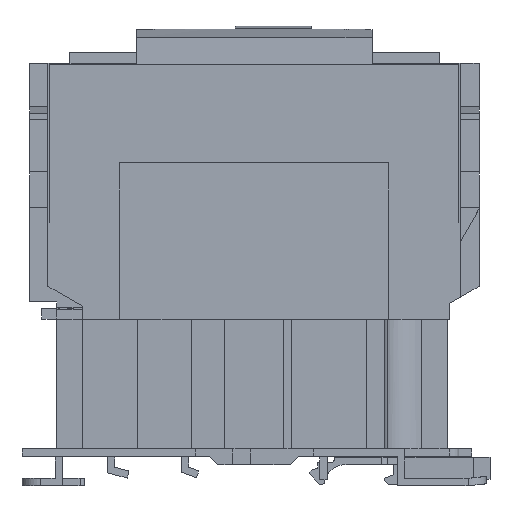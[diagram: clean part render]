
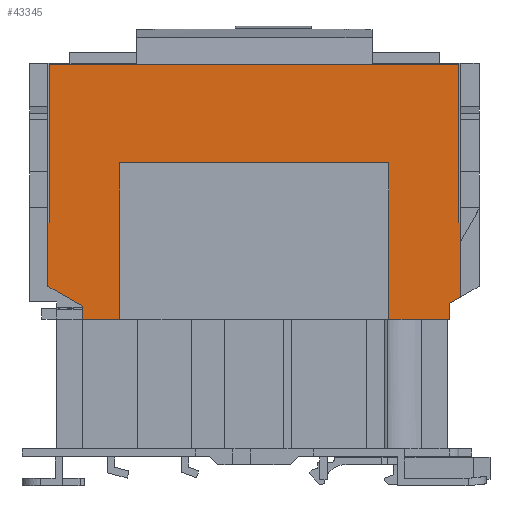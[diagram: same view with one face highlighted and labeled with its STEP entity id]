
A CAD part, left-side view. The second image highlights one B-rep face of the part: STEP entity #43345.
In plain terms, the highlighted planar face has unit normal (-1, 0, 0).
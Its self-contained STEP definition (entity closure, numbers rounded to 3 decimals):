
#5783=DIRECTION('',(0.,0.,1.));
#5784=VECTOR('',#5783,20.087);
#5785=CARTESIAN_POINT('',(0.,7.954,51.2));
#5786=LINE('',#5785,#5784);
#5790=DIRECTION('',(0.,-0.866,0.5));
#5791=VECTOR('',#5790,3.464);
#5792=CARTESIAN_POINT('',(0.,10.954,49.468));
#5793=LINE('',#5792,#5791);
#5797=DIRECTION('',(0.,0.,1.));
#5798=VECTOR('',#5797,4.381);
#5799=CARTESIAN_POINT('',(0.,10.954,45.086));
#5800=LINE('',#5799,#5798);
#5804=DIRECTION('',(0.,0.,1.));
#5805=VECTOR('',#5804,42.5);
#5806=CARTESIAN_POINT('',(0.,27.454,45.086));
#5807=LINE('',#5806,#5805);
#5811=DIRECTION('',(0.,1.,0.));
#5812=VECTOR('',#5811,73.);
#5813=CARTESIAN_POINT('',(0.,27.454,87.586));
#5814=LINE('',#5813,#5812);
#5818=DIRECTION('',(0.,0.,1.));
#5819=VECTOR('',#5818,42.5);
#5820=CARTESIAN_POINT('',(0.,100.454,45.086));
#5821=LINE('',#5820,#5819);
#5825=DIRECTION('',(0.,0.866,0.5));
#5826=VECTOR('',#5825,10.739);
#5827=CARTESIAN_POINT('',(0.,110.654,48.717));
#5828=LINE('',#5827,#5826);
#5832=DIRECTION('',(0.,0.,1.));
#5833=VECTOR('',#5832,17.2);
#5834=CARTESIAN_POINT('',(0.,119.954,54.086));
#5835=LINE('',#5834,#5833);
#5839=DIRECTION('',(0.,-1.,0.));
#5840=VECTOR('',#5839,0.5);
#5841=CARTESIAN_POINT('',(0.,119.954,71.286));
#5842=LINE('',#5841,#5840);
#5846=DIRECTION('',(0.,0.,-1.));
#5847=VECTOR('',#5846,43.057);
#5848=CARTESIAN_POINT('',(0.,119.454,114.343));
#5849=LINE('',#5848,#5847);
#5853=DIRECTION('',(0.,-1.,0.));
#5854=VECTOR('',#5853,111.);
#5855=CARTESIAN_POINT('',(0.,119.454,114.343));
#5856=LINE('',#5855,#5854);
#5860=DIRECTION('',(0.,0.,-1.));
#5861=VECTOR('',#5860,43.057);
#5862=CARTESIAN_POINT('',(0.,8.454,114.343));
#5863=LINE('',#5862,#5861);
#11693=DIRECTION('',(0.,-1.,0.));
#11694=VECTOR('',#11693,10.2);
#11695=CARTESIAN_POINT('',(0.,110.654,45.086));
#11696=LINE('',#11695,#11694);
#11835=DIRECTION('',(0.,-1.,0.));
#11836=VECTOR('',#11835,16.5);
#11837=CARTESIAN_POINT('',(0.,27.454,45.086));
#11838=LINE('',#11837,#11836);
#17912=DIRECTION('',(0.,1.,0.));
#17913=VECTOR('',#17912,0.5);
#17914=CARTESIAN_POINT('',(0.,7.954,71.286));
#17915=LINE('',#17914,#17913);
#19588=DIRECTION('',(0.,0.,-1.));
#19589=VECTOR('',#19588,3.631);
#19590=CARTESIAN_POINT('',(0.,110.654,48.717));
#19591=LINE('',#19590,#19589);
#33259=CARTESIAN_POINT('',(0.,119.454,114.343));
#33260=CARTESIAN_POINT('',(0.,119.454,71.286));
#33261=VERTEX_POINT('',#33259);
#33262=VERTEX_POINT('',#33260);
#34591=CARTESIAN_POINT('',(0.,8.454,71.286));
#34593=VERTEX_POINT('',#34591);
#35553=CARTESIAN_POINT('',(0.,8.454,114.343));
#35554=VERTEX_POINT('',#35553);
#36112=CARTESIAN_POINT('',(0.,10.954,45.086));
#36113=CARTESIAN_POINT('',(0.,10.954,49.468));
#36114=VERTEX_POINT('',#36112);
#36115=VERTEX_POINT('',#36113);
#36732=CARTESIAN_POINT('',(0.,110.654,48.717));
#36733=CARTESIAN_POINT('',(0.,119.954,54.086));
#36734=VERTEX_POINT('',#36732);
#36735=VERTEX_POINT('',#36733);
#36736=CARTESIAN_POINT('',(0.,119.954,71.286));
#36737=VERTEX_POINT('',#36736);
#36748=CARTESIAN_POINT('',(0.,110.654,45.086));
#36749=VERTEX_POINT('',#36748);
#37464=CARTESIAN_POINT('',(0.,27.454,87.586));
#37465=CARTESIAN_POINT('',(0.,100.454,87.586));
#37466=VERTEX_POINT('',#37464);
#37467=VERTEX_POINT('',#37465);
#37468=CARTESIAN_POINT('',(0.,27.454,45.086));
#37469=VERTEX_POINT('',#37468);
#37470=CARTESIAN_POINT('',(0.,100.454,45.086));
#37471=VERTEX_POINT('',#37470);
#37606=CARTESIAN_POINT('',(0.,7.954,51.2));
#37607=CARTESIAN_POINT('',(0.,7.954,71.286));
#37608=VERTEX_POINT('',#37606);
#37609=VERTEX_POINT('',#37607);
#43307=CARTESIAN_POINT('',(0.,127.,0.));
#43308=DIRECTION('',(-1.,0.,0.));
#43309=DIRECTION('',(0.,-1.,0.));
#43310=AXIS2_PLACEMENT_3D('',#43307,#43308,#43309);
#43311=PLANE('',#43310);
#43313=ORIENTED_EDGE('',*,*,#43312,.F.);
#43315=ORIENTED_EDGE('',*,*,#43314,.F.);
#43317=ORIENTED_EDGE('',*,*,#43316,.F.);
#43319=ORIENTED_EDGE('',*,*,#43318,.F.);
#43321=ORIENTED_EDGE('',*,*,#43320,.T.);
#43323=ORIENTED_EDGE('',*,*,#43322,.T.);
#43325=ORIENTED_EDGE('',*,*,#43324,.F.);
#43327=ORIENTED_EDGE('',*,*,#43326,.F.);
#43329=ORIENTED_EDGE('',*,*,#43328,.F.);
#43330=ORIENTED_EDGE('',*,*,#43297,.T.);
#43332=ORIENTED_EDGE('',*,*,#43331,.T.);
#43334=ORIENTED_EDGE('',*,*,#43333,.T.);
#43336=ORIENTED_EDGE('',*,*,#43335,.F.);
#43338=ORIENTED_EDGE('',*,*,#43337,.T.);
#43340=ORIENTED_EDGE('',*,*,#43339,.T.);
#43342=ORIENTED_EDGE('',*,*,#43341,.F.);
#43343=EDGE_LOOP('',(#43313,#43315,#43317,#43319,#43321,#43323,#43325,#43327,
#43329,#43330,#43332,#43334,#43336,#43338,#43340,#43342));
#43344=FACE_OUTER_BOUND('',#43343,.F.);
#43297=EDGE_CURVE('',#36734,#36735,#5828,.T.);
#43312=EDGE_CURVE('',#37608,#37609,#5786,.T.);
#43314=EDGE_CURVE('',#36115,#37608,#5793,.T.);
#43316=EDGE_CURVE('',#36114,#36115,#5800,.T.);
#43318=EDGE_CURVE('',#37469,#36114,#11838,.T.);
#43320=EDGE_CURVE('',#37469,#37466,#5807,.T.);
#43322=EDGE_CURVE('',#37466,#37467,#5814,.T.);
#43324=EDGE_CURVE('',#37471,#37467,#5821,.T.);
#43326=EDGE_CURVE('',#36749,#37471,#11696,.T.);
#43328=EDGE_CURVE('',#36734,#36749,#19591,.T.);
#43331=EDGE_CURVE('',#36735,#36737,#5835,.T.);
#43333=EDGE_CURVE('',#36737,#33262,#5842,.T.);
#43335=EDGE_CURVE('',#33261,#33262,#5849,.T.);
#43337=EDGE_CURVE('',#33261,#35554,#5856,.T.);
#43339=EDGE_CURVE('',#35554,#34593,#5863,.T.);
#43341=EDGE_CURVE('',#37609,#34593,#17915,.T.);
#43345=ADVANCED_FACE('',(#43344),#43311,.T.);
